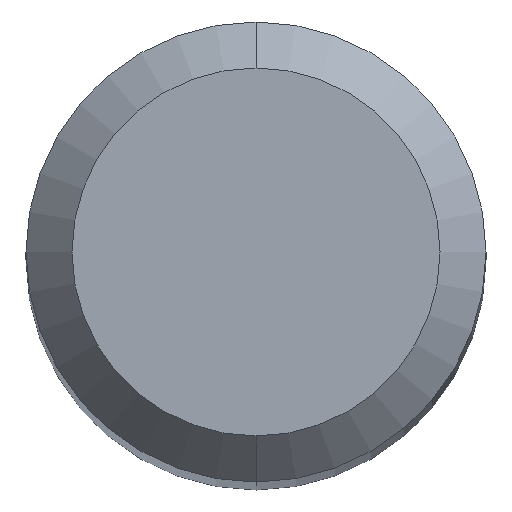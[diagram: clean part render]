
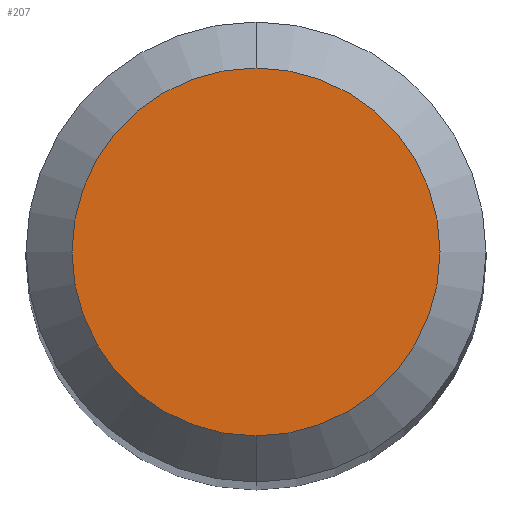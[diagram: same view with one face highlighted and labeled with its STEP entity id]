
A CAD part, top view. The second image highlights one B-rep face of the part: STEP entity #207.
In plain terms, the highlighted planar face has unit normal (0, 0, 1).
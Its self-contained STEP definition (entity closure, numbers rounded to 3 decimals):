
#207=ADVANCED_FACE('',(#519),#520,.T.);
#281=VERTEX_POINT('',#602);
#337=VERTEX_POINT('',#662);
#393=EDGE_CURVE('',#281,#337,#725,.T.);
#427=EDGE_CURVE('',#337,#281,#761,.T.);
#519=FACE_OUTER_BOUND('',#873,.T.);
#520=PLANE('',#874);
#602=CARTESIAN_POINT('',(0.,-1.2,0.0));
#662=CARTESIAN_POINT('',(0.0,1.2,0.0));
#725=CIRCLE('',#1303,1.2);
#761=CIRCLE('',#1370,1.2);
#873=EDGE_LOOP('',(#1512,#1513));
#874=AXIS2_PLACEMENT_3D('',#1514,#1515,#1516);
#1303=AXIS2_PLACEMENT_3D('',#1736,#1737,#1738);
#1370=AXIS2_PLACEMENT_3D('',#1772,#1773,#1774);
#1512=ORIENTED_EDGE('',*,*,#427,.F.);
#1513=ORIENTED_EDGE('',*,*,#393,.F.);
#1514=CARTESIAN_POINT('',(0.0,0.6,0.0));
#1515=DIRECTION('',(-0.0,0.0,1.0));
#1516=DIRECTION('',(0.0,-1.0,0.0));
#1736=CARTESIAN_POINT('',(0.0,0.0,0.0));
#1737=DIRECTION('',(0.0,0.0,-1.0));
#1738=DIRECTION('',(0.0,1.0,0.0));
#1772=CARTESIAN_POINT('',(0.0,0.0,0.0));
#1773=DIRECTION('',(0.0,0.0,-1.0));
#1774=DIRECTION('',(0.0,1.0,0.0));
